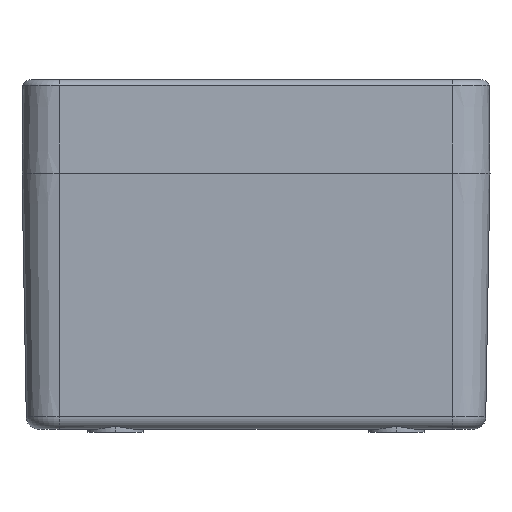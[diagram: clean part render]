
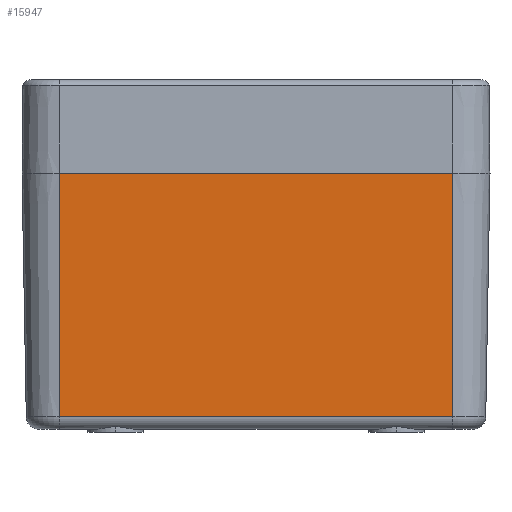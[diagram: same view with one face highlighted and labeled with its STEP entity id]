
A CAD part, left-side view. The second image highlights one B-rep face of the part: STEP entity #15947.
In plain terms, the highlighted planar face has unit normal (-1, 0, -0.018).
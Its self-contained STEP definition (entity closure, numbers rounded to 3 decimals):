
#15927=AXIS2_PLACEMENT_3D('Plane Axis2P3D',#15924,#15925,#15926) ;
#12429=CARTESIAN_POINT('Vertex',(0.,69.,41.5)) ;
#12432=CARTESIAN_POINT('Line Origine',(0.,37.5,41.5)) ;
#12436=CARTESIAN_POINT('Vertex',(0.,6.,41.5)) ;
#15905=CARTESIAN_POINT('Line Origine',(0.358,6.,21.)) ;
#15909=CARTESIAN_POINT('Vertex',(0.681,6.,2.465)) ;
#15924=CARTESIAN_POINT('Axis2P3D Location',(0.,37.5,41.5)) ;
#15929=CARTESIAN_POINT('Line Origine',(0.681,37.5,2.465)) ;
#15933=CARTESIAN_POINT('Vertex',(0.681,69.,2.465)) ;
#15936=CARTESIAN_POINT('Line Origine',(0.358,69.,21.)) ;
#12433=DIRECTION('Vector Direction',(0.,1.,0.)) ;
#15906=DIRECTION('Vector Direction',(-0.017,0.,1.)) ;
#15925=DIRECTION('Axis2P3D Direction',(1.,-0.,0.017)) ;
#15926=DIRECTION('Axis2P3D XDirection',(0.,1.,0.)) ;
#15930=DIRECTION('Vector Direction',(0.,1.,0.)) ;
#15937=DIRECTION('Vector Direction',(-0.017,0.,1.)) ;
#12434=VECTOR('Line Direction',#12433,1.) ;
#15907=VECTOR('Line Direction',#15906,1.) ;
#15931=VECTOR('Line Direction',#15930,1.) ;
#15938=VECTOR('Line Direction',#15937,1.) ;
#15942=ORIENTED_EDGE('',*,*,#15935,.F.) ;
#15943=ORIENTED_EDGE('',*,*,#15911,.F.) ;
#15944=ORIENTED_EDGE('',*,*,#12438,.F.) ;
#15945=ORIENTED_EDGE('',*,*,#15940,.T.) ;
#15947=ADVANCED_FACE('Body',(#15946),#15928,.F.) ;
#12438=EDGE_CURVE('',#12430,#12437,#12435,.F.) ;
#15911=EDGE_CURVE('',#12437,#15910,#15908,.F.) ;
#15935=EDGE_CURVE('',#15910,#15934,#15932,.T.) ;
#15940=EDGE_CURVE('',#12430,#15934,#15939,.F.) ;
#15941=EDGE_LOOP('',(#15942,#15943,#15944,#15945)) ;
#15946=FACE_OUTER_BOUND('',#15941,.T.) ;
#12435=LINE('Line',#12432,#12434) ;
#15908=LINE('Line',#15905,#15907) ;
#15932=LINE('Line',#15929,#15931) ;
#15939=LINE('Line',#15936,#15938) ;
#15928=PLANE('',#15927) ;
#12430=VERTEX_POINT('',#12429) ;
#12437=VERTEX_POINT('',#12436) ;
#15910=VERTEX_POINT('',#15909) ;
#15934=VERTEX_POINT('',#15933) ;
